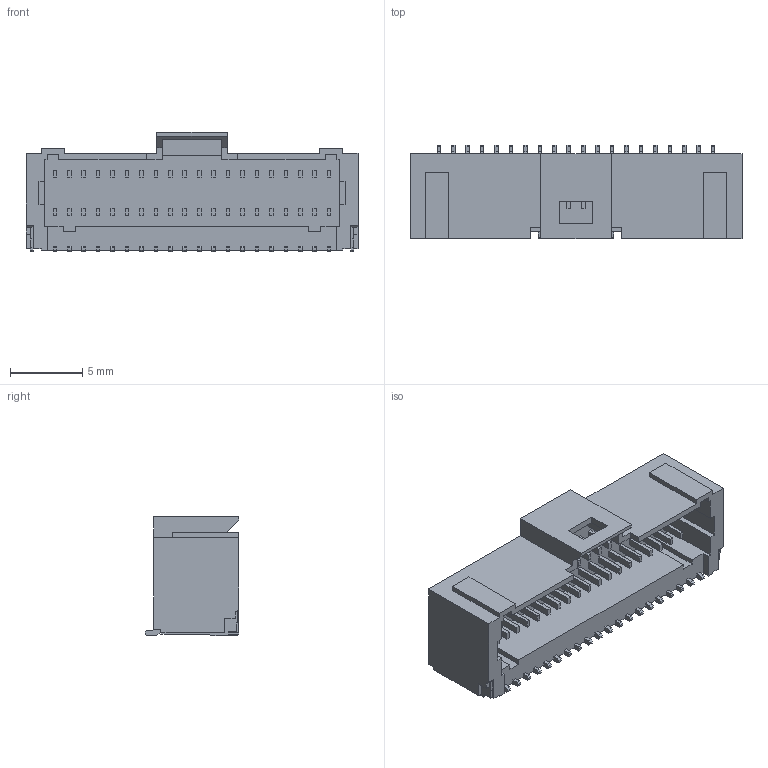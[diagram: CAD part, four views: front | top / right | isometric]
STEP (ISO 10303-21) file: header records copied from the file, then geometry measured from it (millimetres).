
FILE_DESCRIPTION(('FreeCAD Model'),'2;1');
FILE_NAME('Open CASCADE Shape Model','2026-01-08T13:49:07',(''),(''), 'Open CASCADE STEP processor 7.7','FreeCAD','Unknown');
FILE_SCHEMA(('AUTOMOTIVE_DESIGN { 1 0 10303 214 1 1 1 1 }'));
Length unit declared in the file: millimetre
Products named in the file (1): 5015714007wbm000_02
Bounding box: 23 x 6.5 x 8.25 mm (x, y, z)
Volume: 517.2 mm3; surface area: 1076.5 mm2
Topology: 1 solids, 1 shells, 677 faces, 1841 edges, 1226 vertices
Faces by surface type: plane 657, cylinder 20
Entity records: 49027 total; most frequent: CARTESIAN_POINT 7427, DIRECTION 6919, LINE 5443, VECTOR 5443, ORIENTED_EDGE 3682, PCURVE 3682, DEFINITIONAL_REPRESENTATION 3682, EDGE_CURVE 1841
